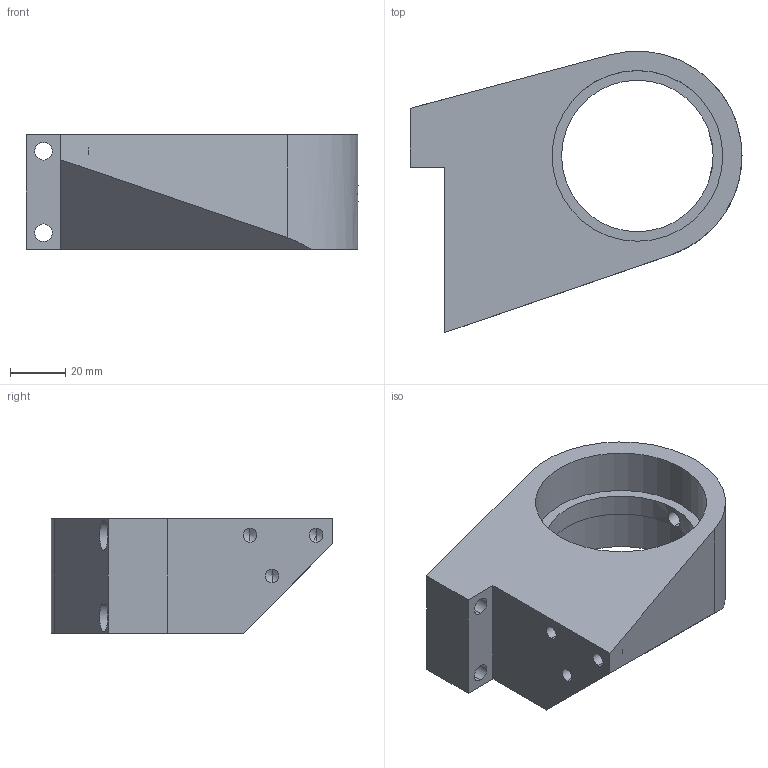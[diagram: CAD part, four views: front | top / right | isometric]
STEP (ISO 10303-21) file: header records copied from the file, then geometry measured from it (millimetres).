
FILE_DESCRIPTION (( 'STEP AP214' ), '1' );
FILE_NAME ('J2 Turret Housing.STEP', '2023-12-13T19:07:43', ( '' ), ( '' ), 'SwSTEP 2.0', 'SolidWorks 2021', '' );
FILE_SCHEMA (( 'AUTOMOTIVE_DESIGN' ));
Length unit declared in the file: millimetre
Products named in the file (1): J2 Turret Housing
Bounding box: 120.57 x 102.11 x 41.6 mm (x, y, z)
Volume: 205419.1 mm3; surface area: 35463.7 mm2
Topology: 1 solids, 1 shells, 49 faces, 122 edges, 73 vertices
Faces by surface type: cylinder 27, plane 12, cone 10
Entity records: 1566 total; most frequent: CARTESIAN_POINT 386, DIRECTION 247, ORIENTED_EDGE 224, EDGE_CURVE 112, AXIS2_PLACEMENT_3D 96, VERTEX_POINT 73, EDGE_LOOP 65, VECTOR 55
